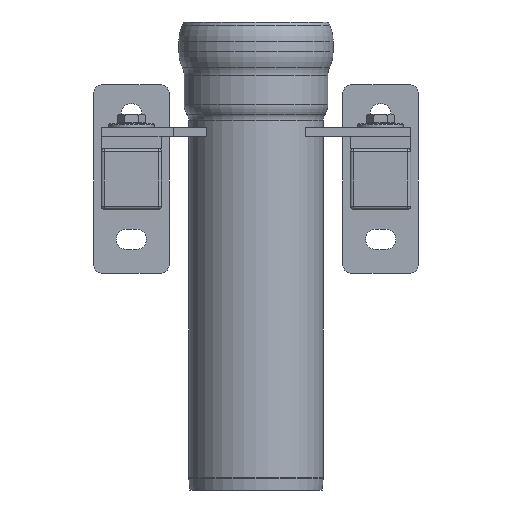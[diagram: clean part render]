
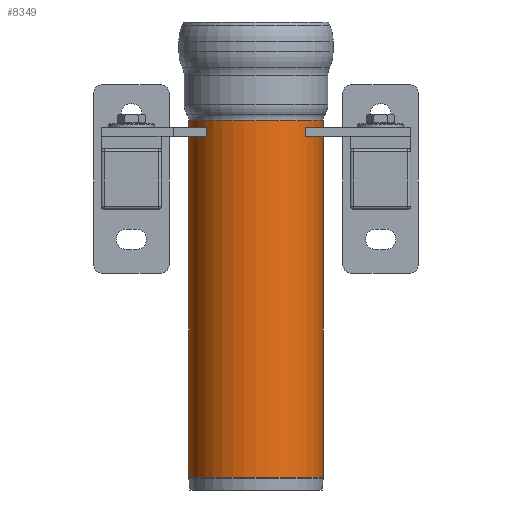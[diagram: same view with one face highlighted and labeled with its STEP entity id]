
A CAD part, front view. The second image highlights one B-rep face of the part: STEP entity #8349.
In plain terms, the highlighted cylindrical face has radius 44.5 mm (diameter 89 mm), a full revolution.
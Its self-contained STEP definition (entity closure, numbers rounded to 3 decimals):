
#883=FACE_OUTER_BOUND('',#1441,.T.);
#1441=EDGE_LOOP('',(#7225,#7226,#7227,#7228,#7229));
#2198=LINE('',#13891,#2944);
#2944=VECTOR('',#11358,44.5);
#3375=CIRCLE('',#9161,44.5);
#3377=CIRCLE('',#9165,44.5);
#3378=CIRCLE('',#9166,44.5);
#4074=VERTEX_POINT('',#13882);
#4076=VERTEX_POINT('',#13890);
#4077=VERTEX_POINT('',#13892);
#5141=EDGE_CURVE('',#4074,#4074,#3375,.T.);
#5144=EDGE_CURVE('',#4074,#4076,#2198,.T.);
#5145=EDGE_CURVE('',#4076,#4077,#3377,.T.);
#5146=EDGE_CURVE('',#4077,#4076,#3378,.T.);
#7225=ORIENTED_EDGE('',*,*,#5141,.F.);
#7226=ORIENTED_EDGE('',*,*,#5144,.T.);
#7227=ORIENTED_EDGE('',*,*,#5145,.T.);
#7228=ORIENTED_EDGE('',*,*,#5146,.T.);
#7229=ORIENTED_EDGE('',*,*,#5144,.F.);
#7969=CYLINDRICAL_SURFACE('',#9164,44.5);
#8349=ADVANCED_FACE('',(#883),#7969,.T.);
#9161=AXIS2_PLACEMENT_3D('',#13884,#11349,#11350);
#9164=AXIS2_PLACEMENT_3D('',#13889,#11356,#11357);
#9165=AXIS2_PLACEMENT_3D('',#13893,#11359,#11360);
#9166=AXIS2_PLACEMENT_3D('',#13894,#11361,#11362);
#11349=DIRECTION('center_axis',(0.,0.,
-1.));
#11350=DIRECTION('ref_axis',(1.,0.,0.));
#11356=DIRECTION('center_axis',(0.,0.,
-1.));
#11357=DIRECTION('ref_axis',(-1.,0.,0.));
#11358=DIRECTION('',(0.,0.,1.));
#11359=DIRECTION('center_axis',(0.,0.,
-1.));
#11360=DIRECTION('ref_axis',(1.,0.,0.));
#11361=DIRECTION('center_axis',(0.,0.,
-1.));
#11362=DIRECTION('ref_axis',(1.,0.,0.));
#13882=CARTESIAN_POINT('',(-2871.697,-88.,192.602));
#13884=CARTESIAN_POINT('Origin',(-2916.197,-88.,192.602));
#13889=CARTESIAN_POINT('Origin',(-2916.197,-88.,55.53));
#13890=CARTESIAN_POINT('',(-2871.697,-88.,428.877));
#13891=CARTESIAN_POINT('',(-2871.697,-88.,55.53));
#13892=CARTESIAN_POINT('',(-2916.197,-132.5,428.877));
#13893=CARTESIAN_POINT('Origin',(-2916.197,-88.,428.877));
#13894=CARTESIAN_POINT('Origin',(-2916.197,-88.,428.877));
